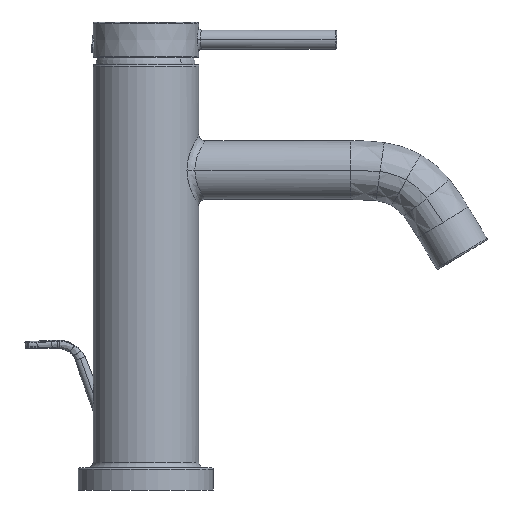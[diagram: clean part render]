
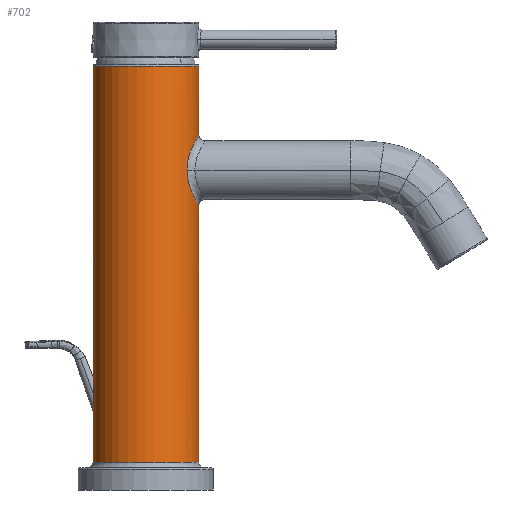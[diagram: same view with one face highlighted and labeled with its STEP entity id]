
A CAD part, front view. The second image highlights one B-rep face of the part: STEP entity #702.
In plain terms, the highlighted cylindrical face has radius 18 mm (diameter 36 mm), a partial arc.
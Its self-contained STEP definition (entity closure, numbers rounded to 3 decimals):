
#447=CARTESIAN_POINT('Vertex',(-18.,0.,9.5)) ;
#454=CARTESIAN_POINT('Vertex',(18.,0.,9.5)) ;
#474=CARTESIAN_POINT('Axis2P3D Location',(0.,0.,9.5)) ;
#486=CARTESIAN_POINT('Axis2P3D Location',(0.,0.,145.)) ;
#491=CARTESIAN_POINT('Line Origine',(-18.,0.,145.)) ;
#495=CARTESIAN_POINT('Vertex',(-18.,0.,40.279)) ;
#497=CARTESIAN_POINT('Vertex',(-18.,0.,144.5)) ;
#504=CARTESIAN_POINT('Vertex',(18.,0.,144.5)) ;
#507=CARTESIAN_POINT('Line Origine',(18.,0.,145.)) ;
#511=CARTESIAN_POINT('Vertex',(18.,0.,121.121)) ;
#546=CARTESIAN_POINT('Vertex',(18.,0.,96.879)) ;
#549=CARTESIAN_POINT('Line Origine',(18.,0.,145.)) ;
#554=CARTESIAN_POINT('Line Origine',(-18.,0.,145.)) ;
#558=CARTESIAN_POINT('Vertex',(-18.,0.,25.66)) ;
#611=CARTESIAN_POINT('Control Point',(14.015,-11.295,109.)) ;
#612=CARTESIAN_POINT('Control Point',(14.015,-11.295,108.274)) ;
#613=CARTESIAN_POINT('Control Point',(14.054,-11.247,107.548)) ;
#614=CARTESIAN_POINT('Control Point',(14.132,-11.15,106.832)) ;
#615=CARTESIAN_POINT('Control Point',(14.387,-10.826,105.238)) ;
#616=CARTESIAN_POINT('Control Point',(14.785,-10.278,103.763)) ;
#617=CARTESIAN_POINT('Control Point',(15.042,-9.905,102.98)) ;
#618=CARTESIAN_POINT('Control Point',(15.681,-8.899,101.271)) ;
#619=CARTESIAN_POINT('Control Point',(16.356,-7.591,99.841)) ;
#620=CARTESIAN_POINT('Control Point',(16.728,-6.751,99.119)) ;
#621=CARTESIAN_POINT('Control Point',(17.359,-5.006,97.959)) ;
#622=CARTESIAN_POINT('Control Point',(17.787,-3.007,97.232)) ;
#623=CARTESIAN_POINT('Control Point',(17.929,-2.021,96.996)) ;
#624=CARTESIAN_POINT('Control Point',(18.,-1.011,96.879)) ;
#625=CARTESIAN_POINT('Control Point',(18.,0.,96.879)) ;
#626=CARTESIAN_POINT('Vertex',(14.015,-11.295,109.)) ;
#630=CARTESIAN_POINT('Control Point',(18.,0.,121.121)) ;
#631=CARTESIAN_POINT('Control Point',(18.,-1.16,121.121)) ;
#632=CARTESIAN_POINT('Control Point',(17.907,-2.321,120.966)) ;
#633=CARTESIAN_POINT('Control Point',(17.719,-3.444,120.655)) ;
#634=CARTESIAN_POINT('Control Point',(17.243,-5.373,119.84)) ;
#635=CARTESIAN_POINT('Control Point',(16.597,-7.035,118.622)) ;
#636=CARTESIAN_POINT('Control Point',(16.282,-7.726,117.996)) ;
#637=CARTESIAN_POINT('Control Point',(15.738,-8.777,116.831)) ;
#638=CARTESIAN_POINT('Control Point',(15.214,-9.631,115.48)) ;
#639=CARTESIAN_POINT('Control Point',(15.01,-9.944,114.904)) ;
#640=CARTESIAN_POINT('Control Point',(14.561,-10.597,113.474)) ;
#641=CARTESIAN_POINT('Control Point',(14.225,-11.034,111.899)) ;
#642=CARTESIAN_POINT('Control Point',(14.085,-11.208,110.948)) ;
#643=CARTESIAN_POINT('Control Point',(14.015,-11.295,109.974)) ;
#644=CARTESIAN_POINT('Control Point',(14.015,-11.295,109.)) ;
#646=CARTESIAN_POINT('Axis2P3D Location',(0.,0.,144.5)) ;
#652=CARTESIAN_POINT('Control Point',(-18.,0.,40.279)) ;
#653=CARTESIAN_POINT('Control Point',(-18.,-0.128,40.279)) ;
#654=CARTESIAN_POINT('Control Point',(-17.999,-0.257,40.252)) ;
#655=CARTESIAN_POINT('Control Point',(-17.997,-0.377,40.198)) ;
#656=CARTESIAN_POINT('Control Point',(-17.989,-0.655,40.022)) ;
#657=CARTESIAN_POINT('Control Point',(-17.979,-0.876,39.775)) ;
#658=CARTESIAN_POINT('Control Point',(-17.973,-0.995,39.616)) ;
#659=CARTESIAN_POINT('Control Point',(-17.967,-1.101,39.448)) ;
#660=CARTESIAN_POINT('Control Point',(-17.96,-1.199,39.275)) ;
#661=CARTESIAN_POINT('Vertex',(-17.96,-1.199,39.275)) ;
#665=CARTESIAN_POINT('Control Point',(-18.,0.,25.66)) ;
#666=CARTESIAN_POINT('Control Point',(-18.,-0.146,25.66)) ;
#667=CARTESIAN_POINT('Control Point',(-17.999,-0.291,25.687)) ;
#668=CARTESIAN_POINT('Control Point',(-17.996,-0.43,25.741)) ;
#669=CARTESIAN_POINT('Control Point',(-17.986,-0.755,25.923)) ;
#670=CARTESIAN_POINT('Control Point',(-17.972,-1.018,26.192)) ;
#671=CARTESIAN_POINT('Control Point',(-17.963,-1.158,26.37)) ;
#672=CARTESIAN_POINT('Control Point',(-17.94,-1.486,26.866)) ;
#673=CARTESIAN_POINT('Control Point',(-17.918,-1.725,27.412)) ;
#674=CARTESIAN_POINT('Control Point',(-17.905,-1.851,27.758)) ;
#675=CARTESIAN_POINT('Control Point',(-17.874,-2.132,28.677)) ;
#676=CARTESIAN_POINT('Control Point',(-17.852,-2.306,29.624)) ;
#677=CARTESIAN_POINT('Control Point',(-17.841,-2.385,30.211)) ;
#678=CARTESIAN_POINT('Control Point',(-17.825,-2.503,31.491)) ;
#679=CARTESIAN_POINT('Control Point',(-17.823,-2.514,32.776)) ;
#680=CARTESIAN_POINT('Control Point',(-17.826,-2.494,33.466)) ;
#681=CARTESIAN_POINT('Control Point',(-17.839,-2.408,34.738)) ;
#682=CARTESIAN_POINT('Control Point',(-17.862,-2.226,36.)) ;
#683=CARTESIAN_POINT('Control Point',(-17.875,-2.12,36.573)) ;
#684=CARTESIAN_POINT('Control Point',(-17.899,-1.916,37.475)) ;
#685=CARTESIAN_POINT('Control Point',(-17.927,-1.625,38.35)) ;
#686=CARTESIAN_POINT('Control Point',(-17.938,-1.503,38.667)) ;
#687=CARTESIAN_POINT('Control Point',(-17.949,-1.365,38.979)) ;
#688=CARTESIAN_POINT('Control Point',(-17.96,-1.199,39.275)) ;
#493=VECTOR('Line Direction',#492,1.) ;
#509=VECTOR('Line Direction',#508,1.) ;
#551=VECTOR('Line Direction',#550,1.) ;
#556=VECTOR('Line Direction',#555,1.) ;
#475=DIRECTION('Axis2P3D Direction',(0.,-0.,1.)) ;
#487=DIRECTION('Axis2P3D Direction',(0.,0.,-1.)) ;
#488=DIRECTION('Axis2P3D XDirection',(-1.,0.,0.)) ;
#492=DIRECTION('Vector Direction',(0.,0.,-1.)) ;
#508=DIRECTION('Vector Direction',(0.,0.,-1.)) ;
#550=DIRECTION('Vector Direction',(0.,0.,-1.)) ;
#555=DIRECTION('Vector Direction',(0.,0.,-1.)) ;
#647=DIRECTION('Axis2P3D Direction',(0.,0.,-1.)) ;
#476=AXIS2_PLACEMENT_3D('Circle Axis2P3D',#474,#475,$) ;
#489=AXIS2_PLACEMENT_3D('Cylinder Axis2P3D',#486,#487,#488) ;
#648=AXIS2_PLACEMENT_3D('Circle Axis2P3D',#646,#647,$) ;
#494=LINE('Line',#491,#493) ;
#510=LINE('Line',#507,#509) ;
#552=LINE('Line',#549,#551) ;
#557=LINE('Line',#554,#556) ;
#477=CIRCLE('generated circle',#476,18.) ;
#649=CIRCLE('generated circle',#648,18.) ;
#490=CYLINDRICAL_SURFACE('generated cylinder',#489,18.) ;
#478=EDGE_CURVE('',#448,#455,#477,.T.) ;
#499=EDGE_CURVE('',#496,#498,#494,.F.) ;
#513=EDGE_CURVE('',#505,#512,#510,.T.) ;
#553=EDGE_CURVE('',#547,#455,#552,.T.) ;
#560=EDGE_CURVE('',#448,#559,#557,.F.) ;
#628=EDGE_CURVE('',#627,#547,#610,.T.) ;
#645=EDGE_CURVE('',#512,#627,#629,.T.) ;
#650=EDGE_CURVE('',#498,#505,#649,.F.) ;
#663=EDGE_CURVE('',#496,#662,#651,.T.) ;
#689=EDGE_CURVE('',#559,#662,#664,.T.) ;
#691=ORIENTED_EDGE('',*,*,#560,.F.) ;
#692=ORIENTED_EDGE('',*,*,#478,.T.) ;
#693=ORIENTED_EDGE('',*,*,#553,.F.) ;
#694=ORIENTED_EDGE('',*,*,#628,.F.) ;
#695=ORIENTED_EDGE('',*,*,#645,.F.) ;
#696=ORIENTED_EDGE('',*,*,#513,.F.) ;
#697=ORIENTED_EDGE('',*,*,#650,.F.) ;
#698=ORIENTED_EDGE('',*,*,#499,.F.) ;
#699=ORIENTED_EDGE('',*,*,#663,.T.) ;
#700=ORIENTED_EDGE('',*,*,#689,.F.) ;
#690=EDGE_LOOP('',(#691,#692,#693,#694,#695,#696,#697,#698,#699,#700)) ;
#448=VERTEX_POINT('',#447) ;
#455=VERTEX_POINT('',#454) ;
#496=VERTEX_POINT('',#495) ;
#498=VERTEX_POINT('',#497) ;
#505=VERTEX_POINT('',#504) ;
#512=VERTEX_POINT('',#511) ;
#547=VERTEX_POINT('',#546) ;
#559=VERTEX_POINT('',#558) ;
#627=VERTEX_POINT('',#626) ;
#662=VERTEX_POINT('',#661) ;
#702=ADVANCED_FACE('Hauptk\X2\00F6\X0\rper',(#701),#490,.T.) ;
#610=B_SPLINE_CURVE_WITH_KNOTS('',5,(#611,#612,#613,#614,#615,#616,#617,#618,#619,#620,#621,#622,#623,#624,#625),.UNSPECIFIED.,.F.,.U.,(6,3,3,3,6),(44.258,48.777,54.571,62.306,69.179),.UNSPECIFIED.) ;
#629=B_SPLINE_CURVE_WITH_KNOTS('',5,(#630,#631,#632,#633,#634,#635,#636,#637,#638,#639,#640,#641,#642,#643,#644),.UNSPECIFIED.,.F.,.U.,(6,3,3,3,6),(24.925,32.82,39.345,43.784,49.849),.UNSPECIFIED.) ;
#651=B_SPLINE_CURVE_WITH_KNOTS('',5,(#652,#653,#654,#655,#656,#657,#658,#659,#660),.UNSPECIFIED.,.F.,.U.,(6,3,6),(0.,0.909,2.313),.UNSPECIFIED.) ;
#664=B_SPLINE_CURVE_WITH_KNOTS('',5,(#665,#666,#667,#668,#669,#670,#671,#672,#673,#674,#675,#676,#677,#678,#679,#680,#681,#682,#683,#684,#685,#686,#687,#688),.UNSPECIFIED.,.F.,.U.,(6,3,3,3,3,3,3,6),(0.,1.03,2.62,5.225,9.414,14.303,18.423,20.826),.UNSPECIFIED.) ;
#701=FACE_OUTER_BOUND('',#690,.T.) ;
